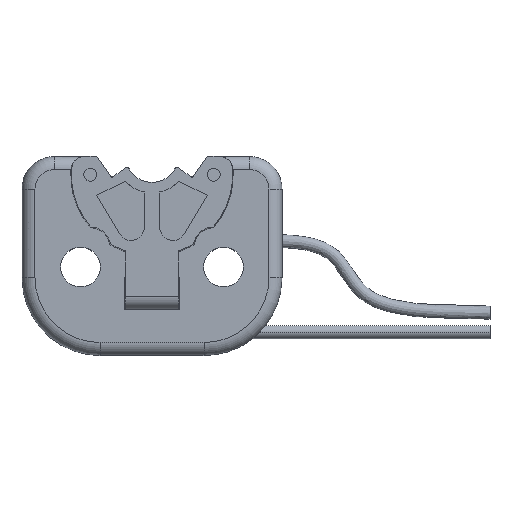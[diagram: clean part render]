
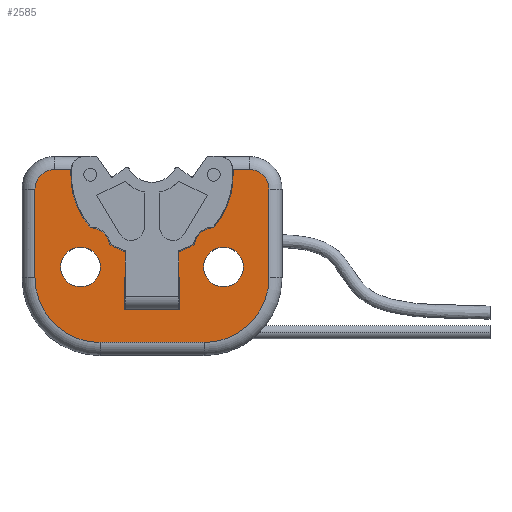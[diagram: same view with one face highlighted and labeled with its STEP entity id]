
A CAD part, top view. The second image highlights one B-rep face of the part: STEP entity #2585.
In plain terms, the highlighted planar face has unit normal (0, 0, 1).
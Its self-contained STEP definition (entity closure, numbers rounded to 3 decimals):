
#187=CARTESIAN_POINT('',(-6.236,-1.,2.6));
#193=CARTESIAN_POINT('',(0.,-1.413,2.6));
#194=DIRECTION('',(0.,0.,1.));
#195=DIRECTION('',(-0.998,0.066,0.));
#196=AXIS2_PLACEMENT_3D('',#193,#194,#195);
#211=DIRECTION('',(1.,0.,0.));
#212=VECTOR('',#211,4.2);
#213=CARTESIAN_POINT('',(-2.1,-9.3,2.6));
#214=LINE('',#213,#212);
#215=CARTESIAN_POINT('',(5.5,-8.5,2.6));
#216=DIRECTION('',(0.,0.,-1.));
#217=DIRECTION('',(1.,0.,0.));
#218=AXIS2_PLACEMENT_3D('',#215,#216,#217);
#220=CARTESIAN_POINT('',(5.5,-8.5,2.6));
#221=DIRECTION('',(0.,0.,-1.));
#222=DIRECTION('',(-1.,0.,0.));
#223=AXIS2_PLACEMENT_3D('',#220,#221,#222);
#225=CARTESIAN_POINT('',(-5.5,-8.5,2.6));
#226=DIRECTION('',(0.,0.,-1.));
#227=DIRECTION('',(1.,0.,0.));
#228=AXIS2_PLACEMENT_3D('',#225,#226,#227);
#230=CARTESIAN_POINT('',(-5.5,-8.5,2.6));
#231=DIRECTION('',(0.,0.,-1.));
#232=DIRECTION('',(-1.,0.,0.));
#233=AXIS2_PLACEMENT_3D('',#230,#231,#232);
#235=DIRECTION('',(-1.,0.,0.));
#236=VECTOR('',#235,1.264);
#237=CARTESIAN_POINT('',(7.5,-1.,2.6));
#238=LINE('',#237,#236);
#239=CARTESIAN_POINT('',(7.5,-2.5,2.6));
#240=DIRECTION('',(0.,0.,1.));
#241=DIRECTION('',(1.,0.,0.));
#242=AXIS2_PLACEMENT_3D('',#239,#240,#241);
#244=DIRECTION('',(0.,1.,0.));
#245=VECTOR('',#244,6.8);
#246=CARTESIAN_POINT('',(9.,-9.3,2.6));
#247=LINE('',#246,#245);
#248=CARTESIAN_POINT('',(4.,-9.3,2.6));
#249=DIRECTION('',(0.,0.,1.));
#250=DIRECTION('',(0.,-1.,0.));
#251=AXIS2_PLACEMENT_3D('',#248,#249,#250);
#253=DIRECTION('',(1.,0.,0.));
#254=VECTOR('',#253,8.);
#255=CARTESIAN_POINT('',(-4.,-14.3,2.6));
#256=LINE('',#255,#254);
#257=CARTESIAN_POINT('',(-4.,-9.3,2.6));
#258=DIRECTION('',(0.,0.,1.));
#259=DIRECTION('',(-1.,0.,0.));
#260=AXIS2_PLACEMENT_3D('',#257,#258,#259);
#262=DIRECTION('',(0.,-1.,0.));
#263=VECTOR('',#262,6.8);
#264=CARTESIAN_POINT('',(-9.,-2.5,2.6));
#265=LINE('',#264,#263);
#266=CARTESIAN_POINT('',(-7.5,-2.5,2.6));
#267=DIRECTION('',(0.,0.,1.));
#268=DIRECTION('',(0.,1.,0.));
#269=AXIS2_PLACEMENT_3D('',#266,#267,#268);
#271=DIRECTION('',(-1.,0.,0.));
#272=VECTOR('',#271,1.264);
#273=CARTESIAN_POINT('',(-6.236,-1.,2.6));
#274=LINE('',#273,#272);
#283=DIRECTION('',(0.,1.,0.));
#284=VECTOR('',#283,2.5);
#285=CARTESIAN_POINT('',(2.1,-11.8,2.6));
#286=LINE('',#285,#284);
#320=DIRECTION('',(0.,-1.,0.));
#321=VECTOR('',#320,2.5);
#322=CARTESIAN_POINT('',(-2.1,-9.3,2.6));
#323=LINE('',#322,#321);
#328=CARTESIAN_POINT('',(-2.1,-7.3,2.6));
#335=CARTESIAN_POINT('',(0.,-1.413,2.6));
#336=DIRECTION('',(0.,0.,1.));
#337=DIRECTION('',(-0.52,-0.854,0.));
#338=AXIS2_PLACEMENT_3D('',#335,#336,#337);
#345=DIRECTION('',(1.,0.,0.));
#346=VECTOR('',#345,4.2);
#347=CARTESIAN_POINT('',(-2.1,-7.3,2.6));
#348=LINE('',#347,#346);
#354=CARTESIAN_POINT('',(2.1,-7.3,2.6));
#361=CARTESIAN_POINT('',(0.,-1.413,2.6));
#362=DIRECTION('',(0.,0.,1.));
#363=DIRECTION('',(0.336,-0.942,0.));
#364=AXIS2_PLACEMENT_3D('',#361,#362,#363);
#366=CARTESIAN_POINT('',(4.733,-6.975,2.6));
#367=DIRECTION('',(0.,0.,1.));
#368=DIRECTION('',(0.011,1.,0.));
#369=AXIS2_PLACEMENT_3D('',#366,#367,#368);
#382=CARTESIAN_POINT('',(0.,-1.413,2.6));
#383=DIRECTION('',(0.,0.,1.));
#384=DIRECTION('',(0.76,-0.65,0.));
#385=AXIS2_PLACEMENT_3D('',#382,#383,#384);
#1734=CARTESIAN_POINT('',(-4.733,-6.975,2.6));
#1735=DIRECTION('',(0.,0.,1.));
#1736=DIRECTION('',(0.989,0.149,0.));
#1737=AXIS2_PLACEMENT_3D('',#1734,#1735,#1736);
#1748=DIRECTION('',(1.,0.,0.));
#1749=VECTOR('',#1748,4.2);
#1750=CARTESIAN_POINT('',(-2.1,-11.8,2.6));
#1751=LINE('',#1750,#1749);
#1888=CARTESIAN_POINT('',(7.025,-8.5,2.6));
#1889=CARTESIAN_POINT('',(3.975,-8.5,2.6));
#1890=VERTEX_POINT('',#1888);
#1891=VERTEX_POINT('',#1889);
#1892=CARTESIAN_POINT('',(-3.975,-8.5,2.6));
#1893=CARTESIAN_POINT('',(-7.025,-8.5,2.6));
#1894=VERTEX_POINT('',#1892);
#1895=VERTEX_POINT('',#1893);
#1940=CARTESIAN_POINT('',(-3.25,-6.752,2.6));
#1941=CARTESIAN_POINT('',(-4.75,-5.475,2.6));
#1942=VERTEX_POINT('',#1940);
#1943=VERTEX_POINT('',#1941);
#1944=CARTESIAN_POINT('',(-2.1,-11.8,2.6));
#1945=CARTESIAN_POINT('',(2.1,-11.8,2.6));
#1946=VERTEX_POINT('',#1944);
#1947=VERTEX_POINT('',#1945);
#1948=CARTESIAN_POINT('',(4.75,-5.475,2.6));
#1949=CARTESIAN_POINT('',(3.25,-6.752,2.6));
#1950=VERTEX_POINT('',#1948);
#1951=VERTEX_POINT('',#1949);
#2098=VERTEX_POINT('',#328);
#2102=CARTESIAN_POINT('',(-2.1,-9.3,2.6));
#2103=VERTEX_POINT('',#2102);
#2105=VERTEX_POINT('',#354);
#2108=CARTESIAN_POINT('',(2.1,-9.3,2.6));
#2109=VERTEX_POINT('',#2108);
#2277=CARTESIAN_POINT('',(7.5,-1.,2.6));
#2278=CARTESIAN_POINT('',(6.236,-1.,2.6));
#2279=VERTEX_POINT('',#2277);
#2280=VERTEX_POINT('',#2278);
#2286=CARTESIAN_POINT('',(9.,-2.5,2.6));
#2287=VERTEX_POINT('',#2286);
#2290=CARTESIAN_POINT('',(9.,-9.3,2.6));
#2291=VERTEX_POINT('',#2290);
#2294=CARTESIAN_POINT('',(4.,-14.3,2.6));
#2295=VERTEX_POINT('',#2294);
#2298=CARTESIAN_POINT('',(-4.,-14.3,2.6));
#2299=VERTEX_POINT('',#2298);
#2302=CARTESIAN_POINT('',(-9.,-9.3,2.6));
#2303=VERTEX_POINT('',#2302);
#2306=CARTESIAN_POINT('',(-9.,-2.5,2.6));
#2307=VERTEX_POINT('',#2306);
#2310=CARTESIAN_POINT('',(-7.5,-1.,2.6));
#2311=VERTEX_POINT('',#2310);
#2315=VERTEX_POINT('',#187);
#2526=CARTESIAN_POINT('',(0.,0.,2.6));
#2527=DIRECTION('',(0.,0.,1.));
#2528=DIRECTION('',(1.,0.,0.));
#2529=AXIS2_PLACEMENT_3D('',#2526,#2527,#2528);
#2530=PLANE('',#2529);
#2532=ORIENTED_EDGE('',*,*,#2531,.F.);
#2534=ORIENTED_EDGE('',*,*,#2533,.F.);
#2536=ORIENTED_EDGE('',*,*,#2535,.F.);
#2538=ORIENTED_EDGE('',*,*,#2537,.F.);
#2540=ORIENTED_EDGE('',*,*,#2539,.F.);
#2542=ORIENTED_EDGE('',*,*,#2541,.F.);
#2544=ORIENTED_EDGE('',*,*,#2543,.F.);
#2546=ORIENTED_EDGE('',*,*,#2545,.F.);
#2547=ORIENTED_EDGE('',*,*,#2516,.F.);
#2548=ORIENTED_EDGE('',*,*,#2505,.T.);
#2550=ORIENTED_EDGE('',*,*,#2549,.F.);
#2552=ORIENTED_EDGE('',*,*,#2551,.T.);
#2554=ORIENTED_EDGE('',*,*,#2553,.T.);
#2556=ORIENTED_EDGE('',*,*,#2555,.T.);
#2558=ORIENTED_EDGE('',*,*,#2557,.F.);
#2560=ORIENTED_EDGE('',*,*,#2559,.T.);
#2561=EDGE_LOOP('',(#2532,#2534,#2536,#2538,#2540,#2542,#2544,#2546,#2547,#2548,
#2550,#2552,#2554,#2556,#2558,#2560));
#2562=FACE_OUTER_BOUND('',#2561,.F.);
#2564=ORIENTED_EDGE('',*,*,#2563,.F.);
#2566=ORIENTED_EDGE('',*,*,#2565,.F.);
#2567=EDGE_LOOP('',(#2564,#2566));
#2568=FACE_BOUND('',#2567,.F.);
#2570=ORIENTED_EDGE('',*,*,#2569,.F.);
#2572=ORIENTED_EDGE('',*,*,#2571,.F.);
#2573=EDGE_LOOP('',(#2570,#2572));
#2574=FACE_BOUND('',#2573,.F.);
#2576=ORIENTED_EDGE('',*,*,#2575,.T.);
#2578=ORIENTED_EDGE('',*,*,#2577,.F.);
#2580=ORIENTED_EDGE('',*,*,#2579,.T.);
#2582=ORIENTED_EDGE('',*,*,#2581,.T.);
#2583=EDGE_LOOP('',(#2576,#2578,#2580,#2582));
#2584=FACE_BOUND('',#2583,.F.);
#2585=ADVANCED_FACE('',(#2562,#2568,#2574,#2584),#2530,.T.);
#197=CIRCLE('',#196,6.25);
#219=CIRCLE('',#218,1.525);
#224=CIRCLE('',#223,1.525);
#229=CIRCLE('',#228,1.525);
#234=CIRCLE('',#233,1.525);
#243=CIRCLE('',#242,1.5);
#252=CIRCLE('',#251,5.);
#261=CIRCLE('',#260,5.);
#270=CIRCLE('',#269,1.5);
#339=CIRCLE('',#338,6.25);
#365=CIRCLE('',#364,6.25);
#370=CIRCLE('',#369,1.5);
#386=CIRCLE('',#385,6.25);
#1738=CIRCLE('',#1737,1.5);
#2505=EDGE_CURVE('',#2315,#1943,#197,.T.);
#2516=EDGE_CURVE('',#2315,#2311,#274,.T.);
#2531=EDGE_CURVE('',#2279,#2280,#238,.T.);
#2533=EDGE_CURVE('',#2287,#2279,#243,.T.);
#2535=EDGE_CURVE('',#2291,#2287,#247,.T.);
#2537=EDGE_CURVE('',#2295,#2291,#252,.T.);
#2539=EDGE_CURVE('',#2299,#2295,#256,.T.);
#2541=EDGE_CURVE('',#2303,#2299,#261,.T.);
#2543=EDGE_CURVE('',#2307,#2303,#265,.T.);
#2545=EDGE_CURVE('',#2311,#2307,#270,.T.);
#2549=EDGE_CURVE('',#1942,#1943,#1738,.T.);
#2551=EDGE_CURVE('',#1942,#2098,#339,.T.);
#2553=EDGE_CURVE('',#2098,#2105,#348,.T.);
#2555=EDGE_CURVE('',#2105,#1951,#365,.T.);
#2557=EDGE_CURVE('',#1950,#1951,#370,.T.);
#2559=EDGE_CURVE('',#1950,#2280,#386,.T.);
#2563=EDGE_CURVE('',#1890,#1891,#219,.T.);
#2565=EDGE_CURVE('',#1891,#1890,#224,.T.);
#2569=EDGE_CURVE('',#1894,#1895,#229,.T.);
#2571=EDGE_CURVE('',#1895,#1894,#234,.T.);
#2575=EDGE_CURVE('',#1947,#2109,#286,.T.);
#2577=EDGE_CURVE('',#2103,#2109,#214,.T.);
#2579=EDGE_CURVE('',#2103,#1946,#323,.T.);
#2581=EDGE_CURVE('',#1946,#1947,#1751,.T.);
